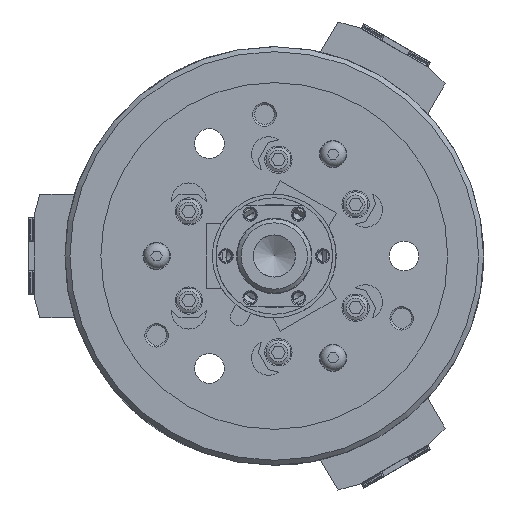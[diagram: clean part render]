
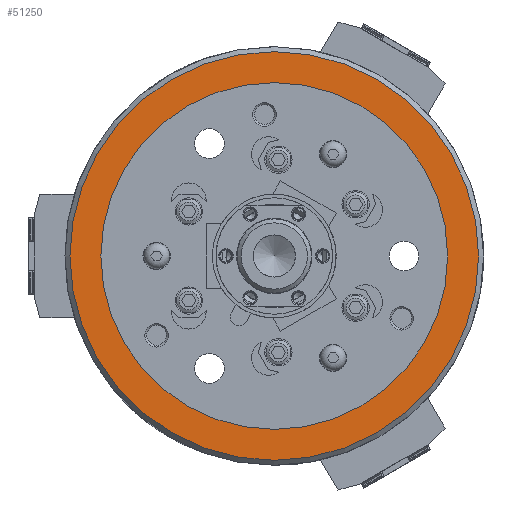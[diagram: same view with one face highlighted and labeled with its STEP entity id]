
A CAD part, left-side view. The second image highlights one B-rep face of the part: STEP entity #51250.
In plain terms, the highlighted planar face has unit normal (-1, 0, 0).
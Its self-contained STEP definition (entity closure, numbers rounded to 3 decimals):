
#924=CIRCLE('',#53850,82.5);
#925=CIRCLE('',#53851,70.);
#4365=ORIENTED_EDGE('',*,*,#18991,.F.);
#4366=ORIENTED_EDGE('',*,*,#18992,.T.);
#18991=EDGE_CURVE('',#26249,#26249,#924,.T.);
#18992=EDGE_CURVE('',#26250,#26250,#925,.T.);
#26249=VERTEX_POINT('',#73421);
#26250=VERTEX_POINT('',#73423);
#43698=EDGE_LOOP('',(#4365));
#43699=EDGE_LOOP('',(#4366));
#46495=FACE_BOUND('',#43698,.T.);
#46496=FACE_BOUND('',#43699,.T.);
#49250=PLANE('',#53849);
#51250=ADVANCED_FACE('',(#46495,#46496),#49250,.T.);
#53849=AXIS2_PLACEMENT_3D('',#73419,#59250,#59251);
#53850=AXIS2_PLACEMENT_3D('',#73420,#59252,#59253);
#53851=AXIS2_PLACEMENT_3D('',#73422,#59254,#59255);
#59250=DIRECTION('',(-1.,0.,0.));
#59251=DIRECTION('',(0.,0.,1.));
#59252=DIRECTION('',(1.,0.,0.));
#59253=DIRECTION('',(0.,0.,-1.));
#59254=DIRECTION('',(1.,0.,0.));
#59255=DIRECTION('',(0.,0.,-1.));
#73419=CARTESIAN_POINT('',(-86.,41.25,-71.447));
#73420=CARTESIAN_POINT('',(-86.,0.,0.));
#73421=CARTESIAN_POINT('',(-86.,0.,-82.5));
#73422=CARTESIAN_POINT('',(-86.,0.,0.));
#73423=CARTESIAN_POINT('',(-86.,0.,-70.));
